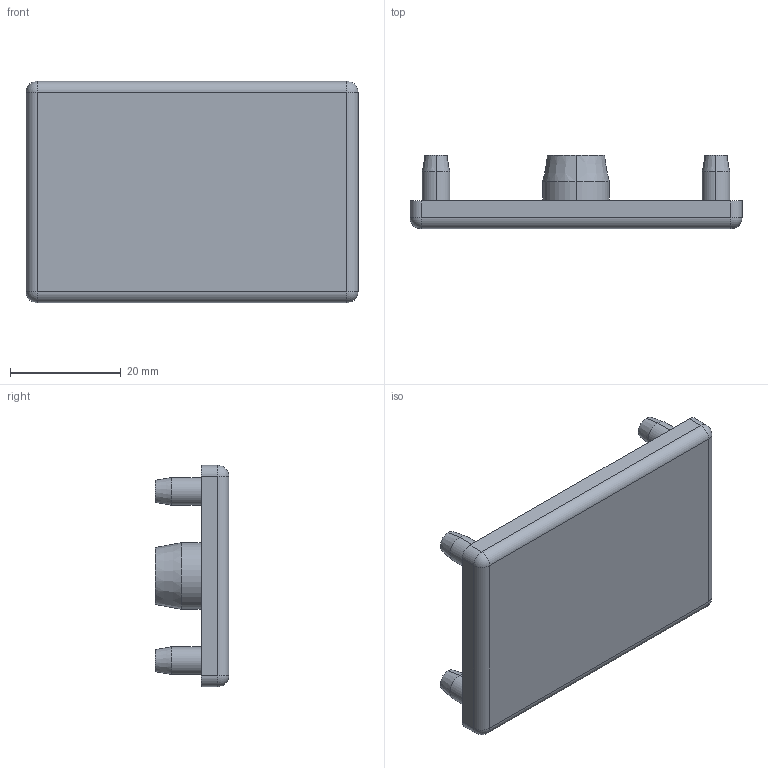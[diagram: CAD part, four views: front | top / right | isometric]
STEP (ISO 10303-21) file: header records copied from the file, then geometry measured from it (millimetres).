
FILE_DESCRIPTION (( 'STEP AP214' ), '1' );
FILE_NAME ('T41 Çàãëóøêà òîðöåâàÿ 40õ60.STEP', '2019-05-29T13:57:43', ( 'Ïîëüçîâàòåëü Windows' ), ( '' ), 'SwSTEP 2.0', 'SolidWorks 2018', '' );
FILE_SCHEMA (( 'AUTOMOTIVE_DESIGN' ));
Length unit declared in the file: millimetre
Products named in the file (1): T41 Çàãëóøêà òîðöåâàÿ 40õ60
Bounding box: 60 x 13.3 x 40 mm (x, y, z)
Volume: 9056.3 mm3; surface area: 7440 mm2
Topology: 1 solids, 1 shells, 63 faces, 132 edges, 78 vertices
Faces by surface type: cylinder 28, plane 21, cone 10, sphere 4
Entity records: 1686 total; most frequent: DIRECTION 322, CARTESIAN_POINT 270, ORIENTED_EDGE 256, AXIS2_PLACEMENT_3D 130, EDGE_CURVE 128, VERTEX_POINT 78, EDGE_LOOP 74, CIRCLE 66
